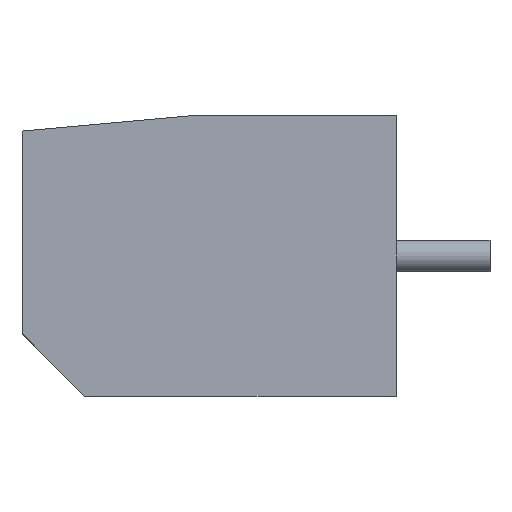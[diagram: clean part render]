
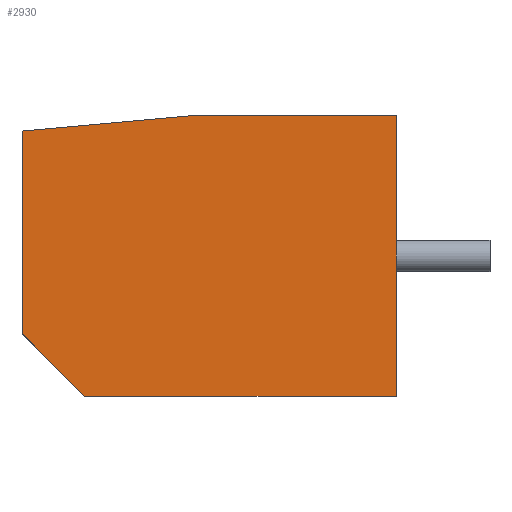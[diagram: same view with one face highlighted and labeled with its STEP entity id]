
A CAD part, left-side view. The second image highlights one B-rep face of the part: STEP entity #2930.
In plain terms, the highlighted planar face has unit normal (-1, 0, 0).
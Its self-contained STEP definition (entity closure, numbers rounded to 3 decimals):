
#161 = ORIENTED_EDGE ( 'NONE', *, *, #4058, .T. ) ;
#337 = PLANE ( 'NONE',  #1342 ) ;
#363 = DIRECTION ( 'NONE',  ( 0., -1., 0. ) ) ;
#616 = LINE ( 'NONE', #2825, #4345 ) ;
#723 = CARTESIAN_POINT ( 'NONE',  ( -15., 6.523, 4.5 ) ) ;
#927 = DIRECTION ( 'NONE',  ( 0., 0., 1. ) ) ;
#1117 = CARTESIAN_POINT ( 'NONE',  ( -15., 0., -4.5 ) ) ;
#1230 = ORIENTED_EDGE ( 'NONE', *, *, #4662, .F. ) ;
#1342 = AXIS2_PLACEMENT_3D ( 'NONE', #6405, #1485, #3694 ) ;
#1485 = DIRECTION ( 'NONE',  ( 1., 0., 0. ) ) ;
#1505 = EDGE_LOOP ( 'NONE', ( #3983, #6141, #1230, #5082, #161, #2358 ) ) ;
#1638 = EDGE_CURVE ( 'NONE', #5703, #5774, #616, .T. ) ;
#1678 = CARTESIAN_POINT ( 'NONE',  ( -15., 12., 4.004 ) ) ;
#1791 = CARTESIAN_POINT ( 'NONE',  ( -15., 12., -4.5 ) ) ;
#1802 = VECTOR ( 'NONE', #2934, 1000. ) ;
#1880 = CARTESIAN_POINT ( 'NONE',  ( -15., 9.997, -4.5 ) ) ;
#2358 = ORIENTED_EDGE ( 'NONE', *, *, #6661, .T. ) ;
#2701 = LINE ( 'NONE', #4889, #4719 ) ;
#2825 = CARTESIAN_POINT ( 'NONE',  ( -15., 12., -2.497 ) ) ;
#2884 = EDGE_CURVE ( 'NONE', #6947, #4615, #5655, .T. ) ;
#2930 = ADVANCED_FACE ( 'NONE', ( #5262 ), #337, .F. ) ;
#2934 = DIRECTION ( 'NONE',  ( 0., 0.996, -0.09 ) ) ;
#2985 = VECTOR ( 'NONE', #927, 1000. ) ;
#3092 = LINE ( 'NONE', #5286, #4590 ) ;
#3681 = LINE ( 'NONE', #5854, #2985 ) ;
#3694 = DIRECTION ( 'NONE',  ( 0., 0., -1. ) ) ;
#3983 = ORIENTED_EDGE ( 'NONE', *, *, #4523, .F. ) ;
#4010 = DIRECTION ( 'NONE',  ( 0., 0., 1. ) ) ;
#4058 = EDGE_CURVE ( 'NONE', #5774, #6482, #3092, .T. ) ;
#4345 = VECTOR ( 'NONE', #5008, 1000. ) ;
#4523 = EDGE_CURVE ( 'NONE', #6947, #6974, #2701, .T. ) ;
#4590 = VECTOR ( 'NONE', #363, 1000. ) ;
#4615 = VERTEX_POINT ( 'NONE', #1678 ) ;
#4623 = VECTOR ( 'NONE', #4010, 1000. ) ;
#4662 = EDGE_CURVE ( 'NONE', #5703, #4615, #6706, .T. ) ;
#4719 = VECTOR ( 'NONE', #7055, 1000. ) ;
#4889 = CARTESIAN_POINT ( 'NONE',  ( -15., 12., 4.5 ) ) ;
#5008 = DIRECTION ( 'NONE',  ( 0., -0.707, -0.707 ) ) ;
#5082 = ORIENTED_EDGE ( 'NONE', *, *, #1638, .T. ) ;
#5262 = FACE_OUTER_BOUND ( 'NONE', #1505, .T. ) ;
#5286 = CARTESIAN_POINT ( 'NONE',  ( -15., 12., -4.5 ) ) ;
#5396 = CARTESIAN_POINT ( 'NONE',  ( -15., 0., 4.5 ) ) ;
#5655 = LINE ( 'NONE', #723, #1802 ) ;
#5703 = VERTEX_POINT ( 'NONE', #6107 ) ;
#5774 = VERTEX_POINT ( 'NONE', #1880 ) ;
#5854 = CARTESIAN_POINT ( 'NONE',  ( -15., 0., -4.5 ) ) ;
#6107 = CARTESIAN_POINT ( 'NONE',  ( -15., 12., -2.497 ) ) ;
#6141 = ORIENTED_EDGE ( 'NONE', *, *, #2884, .T. ) ;
#6405 = CARTESIAN_POINT ( 'NONE',  ( -15., 12., -4.5 ) ) ;
#6482 = VERTEX_POINT ( 'NONE', #1117 ) ;
#6661 = EDGE_CURVE ( 'NONE', #6482, #6974, #3681, .T. ) ;
#6706 = LINE ( 'NONE', #1791, #4623 ) ;
#6947 = VERTEX_POINT ( 'NONE', #6999 ) ;
#6974 = VERTEX_POINT ( 'NONE', #5396 ) ;
#6999 = CARTESIAN_POINT ( 'NONE',  ( -15., 6.523, 4.5 ) ) ;
#7055 = DIRECTION ( 'NONE',  ( 0., -1., 0. ) ) ;
